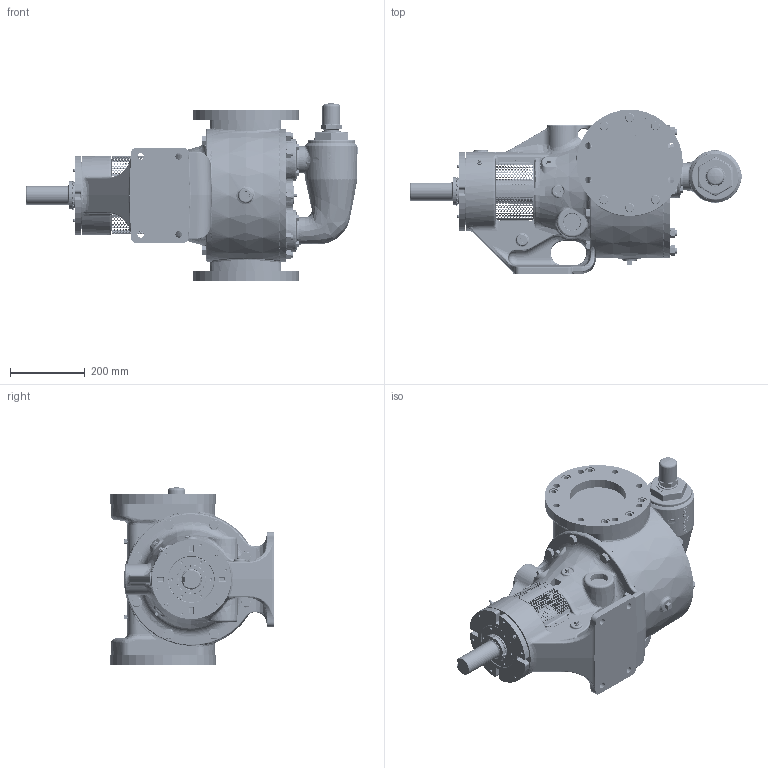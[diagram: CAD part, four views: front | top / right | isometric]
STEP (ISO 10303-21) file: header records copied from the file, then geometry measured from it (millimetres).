
FILE_DESCRIPTION (( 'STEP AP214' ), '1' );
FILE_NAME ('QV-2273.STEP', '2024-02-28T19:12:27', ( '' ), ( '' ), 'SwSTEP 2.0', 'SolidWorks 2022', '' );
FILE_SCHEMA (( 'AUTOMOTIVE_DESIGN' ));
Length unit declared in the file: inch
Products named in the file (1): QV-2273
Bounding box: 890.08 x 440.95 x 475.45 mm (x, y, z)
Volume: 46293585.8 mm3; surface area: 1593310.9 mm2
Topology: 1 solids, 1 shells, 8707 faces, 23887 edges, 15495 vertices
Faces by surface type: bspline 3951, plane 3175, cylinder 815, cone 566, torus 140, sphere 60
Entity records: 453585 total; most frequent: CARTESIAN_POINT 204641, ORIENTED_EDGE 47564, DIRECTION 29374, EDGE_CURVE 23782, VERTEX_POINT 15492, EDGE_LOOP 10456, AXIS2_PLACEMENT_3D 10040, VECTOR 9294
